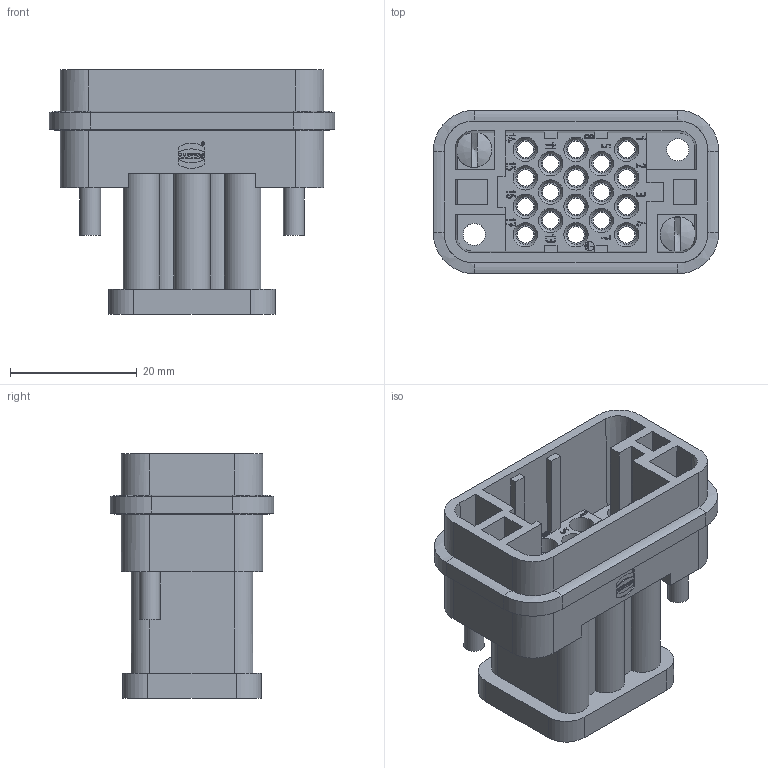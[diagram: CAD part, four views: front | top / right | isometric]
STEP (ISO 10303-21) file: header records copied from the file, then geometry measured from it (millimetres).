
FILE_DESCRIPTION(/* description */ (''),/* implementation_level */ '2;1');
FILE_NAME(/* name */ '100094806ugm000_b.stp',/* time_stamp */ '2019-10-28T13:21:46+01:00',/* author */ (''),/* organization */ (''),/* preprocessor_version */ 'ST-DEVELOPER v16.7',/* originating_system */ 'SIEMENS PLM Software NX 12.0',/* authorisation */ '');
FILE_SCHEMA (('AUTOMOTIVE_DESIGN { 1 0 10303 214 3 1 1 1 }'));
Length unit declared in the file: millimetre
Products named in the file (1): 100094806ugm000_b
Bounding box: 45.1 x 25.9 x 38.7 mm (x, y, z)
Volume: 11323.3 mm3; surface area: 14359.6 mm2
Topology: 1 solids, 1 shells, 1228 faces, 3240 edges, 2108 vertices
Faces by surface type: plane 532, extrusion 442, cylinder 158, cone 78, bspline 18
Full cylindrical faces by diameter (mm): 0.455 x1, 0.538 x1, 1 x1, 1.067 x1, 1.463 x1, 1.5 x1, 2.6 x18, 3 x18, 3.25 x18, 3.3 x2, 3.4 x18, 3.5 x2, 3.8 x18, 3.85 x18
Entity records: 40041 total; most frequent: CARTESIAN_POINT 10978, ORIENTED_EDGE 6082, DIRECTION 4412, EDGE_CURVE 3041, VECTOR 2186, VERTEX_POINT 2128, LINE 1744, EDGE_LOOP 1553
